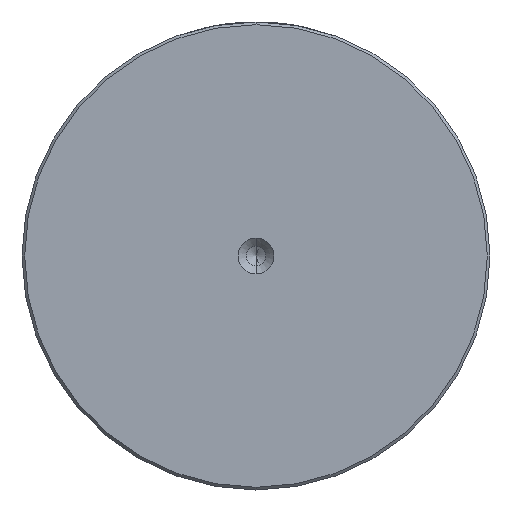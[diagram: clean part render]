
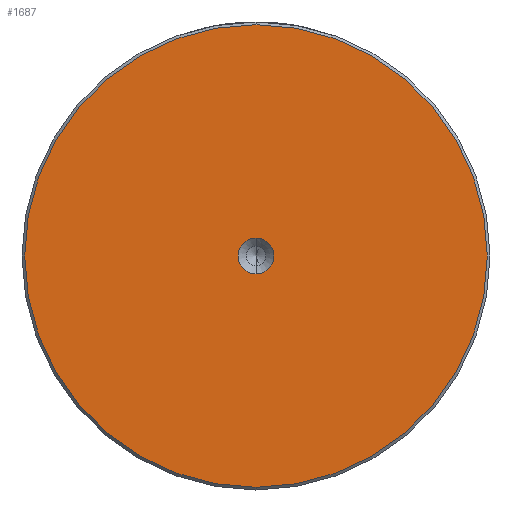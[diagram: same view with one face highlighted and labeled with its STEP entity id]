
A CAD part, left-side view. The second image highlights one B-rep face of the part: STEP entity #1687.
In plain terms, the highlighted planar face has unit normal (-1, 0, 0).
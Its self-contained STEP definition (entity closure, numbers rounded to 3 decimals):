
#82 = AXIS2_PLACEMENT_3D ( 'NONE', #2757, #1241, #2997 ) ;
#96 = CARTESIAN_POINT ( 'NONE',  ( 0., 0., -3.3 ) ) ;
#140 = FACE_BOUND ( 'NONE', #2986, .T. ) ;
#149 = DIRECTION ( 'NONE',  ( 0., 0., 1. ) ) ;
#207 = ORIENTED_EDGE ( 'NONE', *, *, #1209, .F. ) ;
#337 = ORIENTED_EDGE ( 'NONE', *, *, #949, .T. ) ;
#376 = DIRECTION ( 'NONE',  ( -1., 0., 0. ) ) ;
#495 = CARTESIAN_POINT ( 'NONE',  ( 0., 0., 3.3 ) ) ;
#576 = CIRCLE ( 'NONE', #2901, 42.5 ) ;
#609 = CARTESIAN_POINT ( 'NONE',  ( 0., 0., 0. ) ) ;
#751 = CIRCLE ( 'NONE', #1356, 3.3 ) ;
#832 = CARTESIAN_POINT ( 'NONE',  ( 0., 0., -42.5 ) ) ;
#855 = DIRECTION ( 'NONE',  ( 0., 0., 1. ) ) ;
#942 = VERTEX_POINT ( 'NONE', #832 ) ;
#949 = EDGE_CURVE ( 'NONE', #942, #1804, #576, .T. ) ;
#1209 = EDGE_CURVE ( 'NONE', #1998, #2493, #1262, .T. ) ;
#1241 = DIRECTION ( 'NONE',  ( -1., 0., 0. ) ) ;
#1262 = CIRCLE ( 'NONE', #82, 3.3 ) ;
#1283 = AXIS2_PLACEMENT_3D ( 'NONE', #1871, #376, #2122 ) ;
#1338 = DIRECTION ( 'NONE',  ( -1., 0., 0. ) ) ;
#1356 = AXIS2_PLACEMENT_3D ( 'NONE', #3135, #1635, #149 ) ;
#1535 = EDGE_CURVE ( 'NONE', #2493, #1998, #751, .T. ) ;
#1635 = DIRECTION ( 'NONE',  ( -1., 0., 0. ) ) ;
#1687 = ADVANCED_FACE ( 'NONE', ( #2051, #140 ), #2868, .T. ) ;
#1804 = VERTEX_POINT ( 'NONE', #2936 ) ;
#1871 = CARTESIAN_POINT ( 'NONE',  ( 0., 0., 0. ) ) ;
#1998 = VERTEX_POINT ( 'NONE', #96 ) ;
#2051 = FACE_OUTER_BOUND ( 'NONE', #3229, .T. ) ;
#2122 = DIRECTION ( 'NONE',  ( 0., 0., 1. ) ) ;
#2357 = DIRECTION ( 'NONE',  ( -1., 0., 0. ) ) ;
#2463 = AXIS2_PLACEMENT_3D ( 'NONE', #2846, #1338, #3092 ) ;
#2493 = VERTEX_POINT ( 'NONE', #495 ) ;
#2678 = ORIENTED_EDGE ( 'NONE', *, *, #1535, .F. ) ;
#2757 = CARTESIAN_POINT ( 'NONE',  ( 0., 0., 0. ) ) ;
#2846 = CARTESIAN_POINT ( 'NONE',  ( 0., 0., 0. ) ) ;
#2868 = PLANE ( 'NONE',  #1283 ) ;
#2901 = AXIS2_PLACEMENT_3D ( 'NONE', #609, #2357, #855 ) ;
#2904 = CIRCLE ( 'NONE', #2463, 42.5 ) ;
#2936 = CARTESIAN_POINT ( 'NONE',  ( 0., 0., 42.5 ) ) ;
#2950 = EDGE_CURVE ( 'NONE', #1804, #942, #2904, .T. ) ;
#2952 = ORIENTED_EDGE ( 'NONE', *, *, #2950, .T. ) ;
#2986 = EDGE_LOOP ( 'NONE', ( #2678, #207 ) ) ;
#2997 = DIRECTION ( 'NONE',  ( 0., 0., 1. ) ) ;
#3092 = DIRECTION ( 'NONE',  ( 0., 0., 1. ) ) ;
#3135 = CARTESIAN_POINT ( 'NONE',  ( 0., 0., 0. ) ) ;
#3229 = EDGE_LOOP ( 'NONE', ( #337, #2952 ) ) ;
